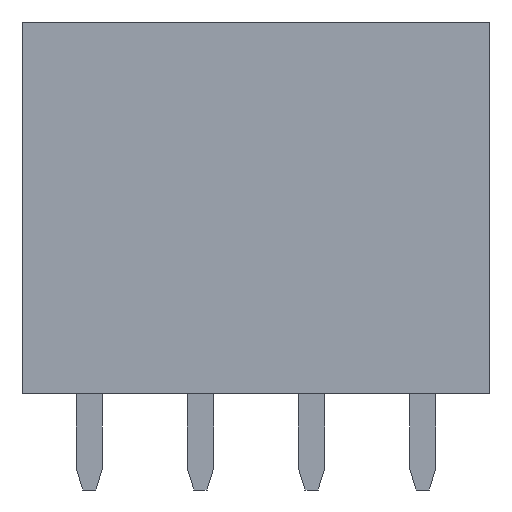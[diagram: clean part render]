
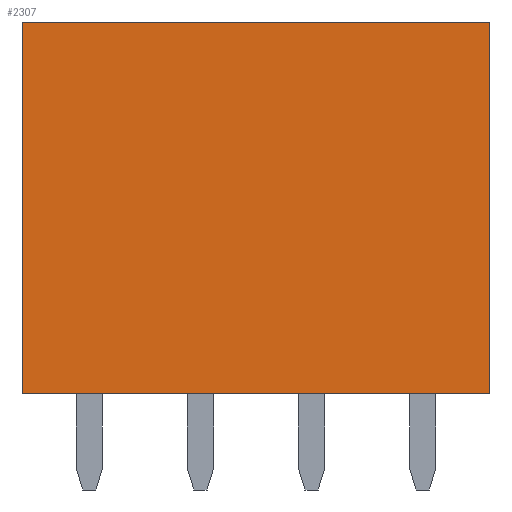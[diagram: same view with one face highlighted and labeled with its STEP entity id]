
A CAD part, front view. The second image highlights one B-rep face of the part: STEP entity #2307.
In plain terms, the highlighted planar face has unit normal (0, -1, 0).
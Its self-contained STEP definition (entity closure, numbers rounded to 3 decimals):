
#54 = ORIENTED_EDGE ( 'NONE', *, *, #2748, .F. ) ;
#345 = CARTESIAN_POINT ( 'NONE',  ( -1.52, -1.27, 0. ) ) ;
#426 = ORIENTED_EDGE ( 'NONE', *, *, #2257, .F. ) ;
#442 = CARTESIAN_POINT ( 'NONE',  ( 9.14, -1.27, 0. ) ) ;
#745 = DIRECTION ( 'NONE',  ( 0., 0., -1. ) ) ;
#771 = CARTESIAN_POINT ( 'NONE',  ( 6.6, -1.27, 0. ) ) ;
#892 = EDGE_CURVE ( 'NONE', #3633, #2768, #2663, .T. ) ;
#1089 = ORIENTED_EDGE ( 'NONE', *, *, #3697, .T. ) ;
#1293 = CARTESIAN_POINT ( 'NONE',  ( 6.6, -1.27, 0. ) ) ;
#1332 = AXIS2_PLACEMENT_3D ( 'NONE', #771, #3542, #2607 ) ;
#1496 = VECTOR ( 'NONE', #745, 1000. ) ;
#1526 = VERTEX_POINT ( 'NONE', #3602 ) ;
#1603 = VECTOR ( 'NONE', #2966, 1000. ) ;
#1629 = LINE ( 'NONE', #442, #1496 ) ;
#1894 = CARTESIAN_POINT ( 'NONE',  ( 9.14, -1.27, 0. ) ) ;
#1982 = CARTESIAN_POINT ( 'NONE',  ( 6.6, -1.27, 8.5 ) ) ;
#2149 = EDGE_LOOP ( 'NONE', ( #1089, #3438, #54, #426 ) ) ;
#2257 = EDGE_CURVE ( 'NONE', #1526, #3592, #1629, .T. ) ;
#2307 = ADVANCED_FACE ( 'NONE', ( #3203 ), #2572, .F. ) ;
#2453 = DIRECTION ( 'NONE',  ( -1., 0., 0. ) ) ;
#2572 = PLANE ( 'NONE',  #1332 ) ;
#2607 = DIRECTION ( 'NONE',  ( 0., 0., 1. ) ) ;
#2662 = CARTESIAN_POINT ( 'NONE',  ( -1.52, -1.27, 0. ) ) ;
#2663 = LINE ( 'NONE', #2662, #1603 ) ;
#2748 = EDGE_CURVE ( 'NONE', #3592, #2768, #2988, .T. ) ;
#2768 = VERTEX_POINT ( 'NONE', #345 ) ;
#2910 = VECTOR ( 'NONE', #3900, 1000. ) ;
#2966 = DIRECTION ( 'NONE',  ( 0., 0., -1. ) ) ;
#2988 = LINE ( 'NONE', #1293, #3383 ) ;
#3016 = LINE ( 'NONE', #1982, #2910 ) ;
#3203 = FACE_OUTER_BOUND ( 'NONE', #2149, .T. ) ;
#3383 = VECTOR ( 'NONE', #2453, 1000. ) ;
#3438 = ORIENTED_EDGE ( 'NONE', *, *, #892, .T. ) ;
#3542 = DIRECTION ( 'NONE',  ( 0., 1., 0. ) ) ;
#3592 = VERTEX_POINT ( 'NONE', #1894 ) ;
#3602 = CARTESIAN_POINT ( 'NONE',  ( 9.14, -1.27, 8.5 ) ) ;
#3633 = VERTEX_POINT ( 'NONE', #3766 ) ;
#3697 = EDGE_CURVE ( 'NONE', #1526, #3633, #3016, .T. ) ;
#3766 = CARTESIAN_POINT ( 'NONE',  ( -1.52, -1.27, 8.5 ) ) ;
#3900 = DIRECTION ( 'NONE',  ( -1., 0., 0. ) ) ;
